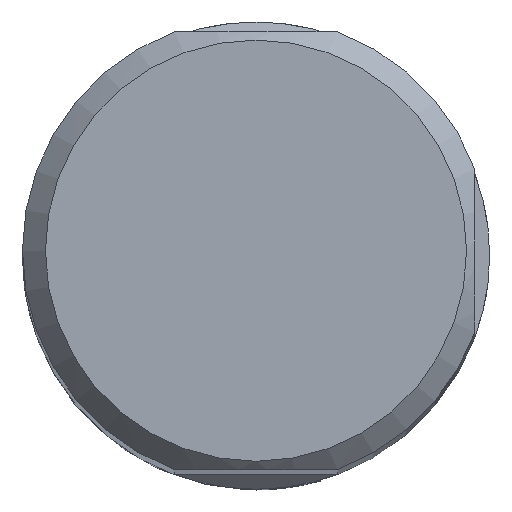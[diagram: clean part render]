
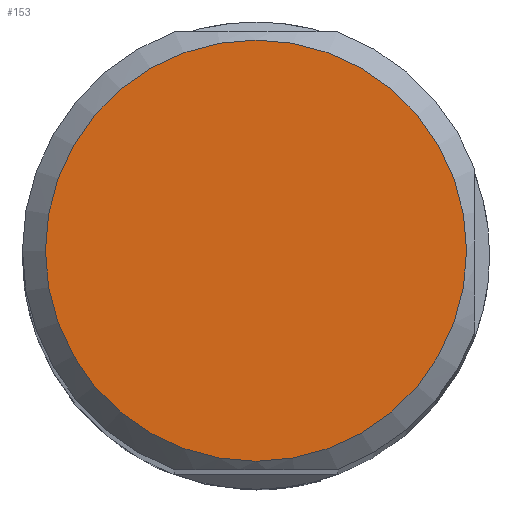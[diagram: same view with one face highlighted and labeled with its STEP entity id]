
A CAD part, top view. The second image highlights one B-rep face of the part: STEP entity #153.
In plain terms, the highlighted planar face has unit normal (0, 0, 1).
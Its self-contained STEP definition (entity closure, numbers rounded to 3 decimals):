
#81=FACE_OUTER_BOUND('',#298,.T.);
#153=ADVANCED_FACE('SHANK_FACE_BACK',(#81),#198,.F.);
#198=PLANE('',#772);
#298=EDGE_LOOP('',(#418));
#418=ORIENTED_EDGE('',*,*,#626,.T.);
#550=VERTEX_POINT('',#1182);
#626=EDGE_CURVE('',#550,#550,#683,.T.);
#683=CIRCLE('',#771,22.9);
#771=AXIS2_PLACEMENT_3D('',#1181,#913,#914);
#772=AXIS2_PLACEMENT_3D('',#1183,#915,#916);
#913=DIRECTION('',(0.,0.,1.));
#914=DIRECTION('',(-1.,0.,0.));
#915=DIRECTION('',(0.,0.,-1.));
#916=DIRECTION('',(1.,0.,0.));
#1181=CARTESIAN_POINT('',(0.,0.,0.));
#1182=CARTESIAN_POINT('',(-22.9,0.,0.));
#1183=CARTESIAN_POINT('',(0.,0.,0.));
